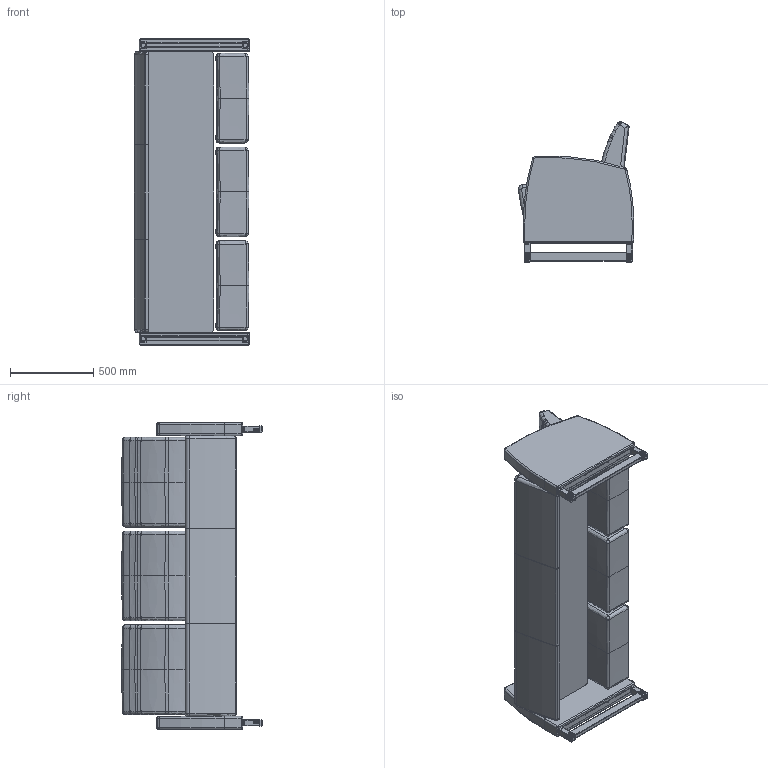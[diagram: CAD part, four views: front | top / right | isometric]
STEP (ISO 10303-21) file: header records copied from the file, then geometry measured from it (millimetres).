
FILE_DESCRIPTION(/* description */ (''),/* implementation_level */ '2;1');
FILE_NAME(/* name */ 'KOU39F.stp',/* time_stamp */ '2018-05-23T08:34:41-04:00',/* author */ ('emehringer'),/* organization */ (''),/* preprocessor_version */ 'ST-DEVELOPER v16.13',/* originating_system */ 'Autodesk Inventor 2018',/* authorisation */ '');
FILE_SCHEMA (('AUTOMOTIVE_DESIGN { 1 0 10303 214 3 1 1 }'));
Length unit declared in the file: inch
Products named in the file (8): KOU39F; KOU10 SEAT; KOU10 NEW BACK; KOU10 UARM; KOU19SLED; LEG CAP 1.5-1; LEG CAP 1.5-1_1; GLD BLK 5-16
Assembly tree (14 placements, depth 3):
  KOU39F
    KOU10 SEAT
    KOU10 NEW BACK  x3
    KOU10 UARM  x2
    KOU19SLED  x2
    LEG CAP 1.5-1  x4
      LEG CAP 1.5-1_1
      GLD BLK 5-16
Bounding box: 693 x 843.84 x 1841.5 mm (x, y, z)
Volume: 327884910.1 mm3; surface area: 8012036.7 mm2
Topology: 22 solids, 30 shells, 3219 faces, 6943 edges, 3778 vertices
Faces by surface type: cylinder 955, bspline 824, plane 678, torus 662, sphere 80, cone 20
Full cylindrical faces by diameter (mm): 6.528 x8, 7.925 x8, 7.938 x4, 9.525 x4, 9.906 x8, 11.989 x4, 31.75 x4
Entity records: 35598 total; most frequent: CARTESIAN_POINT 16056, ORIENTED_EDGE 4102, DIRECTION 3810, EDGE_CURVE 2053, AXIS2_PLACEMENT_3D 1518, VERTEX_POINT 1155, EDGE_LOOP 966, FACE_OUTER_BOUND 934
